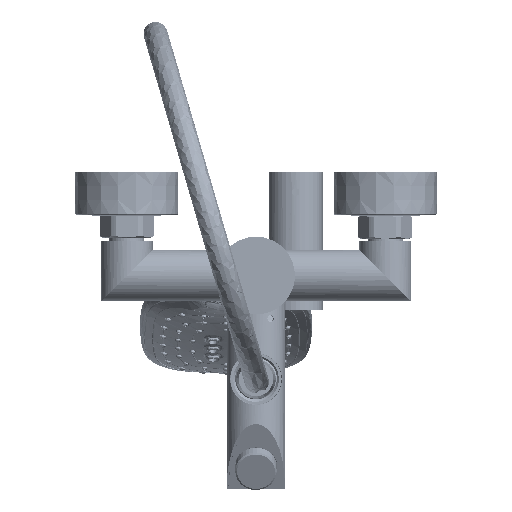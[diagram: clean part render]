
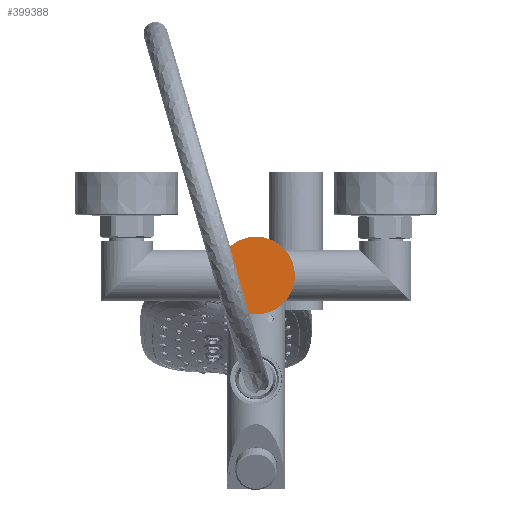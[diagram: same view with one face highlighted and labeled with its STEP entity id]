
A CAD part, front view. The second image highlights one B-rep face of the part: STEP entity #399388.
In plain terms, the highlighted planar face has unit normal (0, -1, 0).
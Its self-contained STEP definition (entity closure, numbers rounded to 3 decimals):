
#19088 = ORIENTED_EDGE ( 'NONE', *, *, #293386, .T. ) ;
#27633 = DIRECTION ( 'NONE',  ( 1., 0., 0. ) ) ;
#39403 = DIRECTION ( 'NONE',  ( 0., -1., 0. ) ) ;
#64378 = VERTEX_POINT ( 'NONE', #75186 ) ;
#75186 = CARTESIAN_POINT ( 'NONE',  ( 22.6, -1.5, 0. ) ) ;
#80964 = AXIS2_PLACEMENT_3D ( 'NONE', #182018, #305898, #27633 ) ;
#81259 = CIRCLE ( 'NONE', #80964, 22.6 ) ;
#86953 = FACE_OUTER_BOUND ( 'NONE', #200404, .T. ) ;
#163285 = CARTESIAN_POINT ( 'NONE',  ( 0., -1.5, 0. ) ) ;
#178409 = CARTESIAN_POINT ( 'NONE',  ( 0., -1.5, 0. ) ) ;
#182018 = CARTESIAN_POINT ( 'NONE',  ( 0., -1.5, 0. ) ) ;
#183677 = AXIS2_PLACEMENT_3D ( 'NONE', #178409, #376780, #241331 ) ;
#200404 = EDGE_LOOP ( 'NONE', ( #19088, #388360 ) ) ;
#238631 = VERTEX_POINT ( 'NONE', #344913 ) ;
#241331 = DIRECTION ( 'NONE',  ( 1., 0., 0. ) ) ;
#241994 = EDGE_CURVE ( 'NONE', #64378, #238631, #81259, .T. ) ;
#260364 = CIRCLE ( 'NONE', #305876, 22.6 ) ;
#285180 = DIRECTION ( 'NONE',  ( 1., 0., 0. ) ) ;
#293386 = EDGE_CURVE ( 'NONE', #238631, #64378, #260364, .T. ) ;
#305876 = AXIS2_PLACEMENT_3D ( 'NONE', #163285, #39403, #285180 ) ;
#305898 = DIRECTION ( 'NONE',  ( 0., -1., 0. ) ) ;
#344913 = CARTESIAN_POINT ( 'NONE',  ( -22.6, -1.5, 0. ) ) ;
#346322 = PLANE ( 'NONE',  #183677 ) ;
#376780 = DIRECTION ( 'NONE',  ( 0., -1., 0. ) ) ;
#388360 = ORIENTED_EDGE ( 'NONE', *, *, #241994, .T. ) ;
#399388 = ADVANCED_FACE ( 'NONE', ( #86953 ), #346322, .T. ) ;
